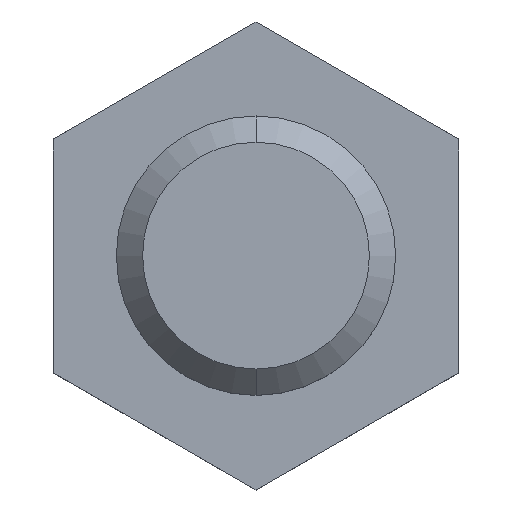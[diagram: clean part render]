
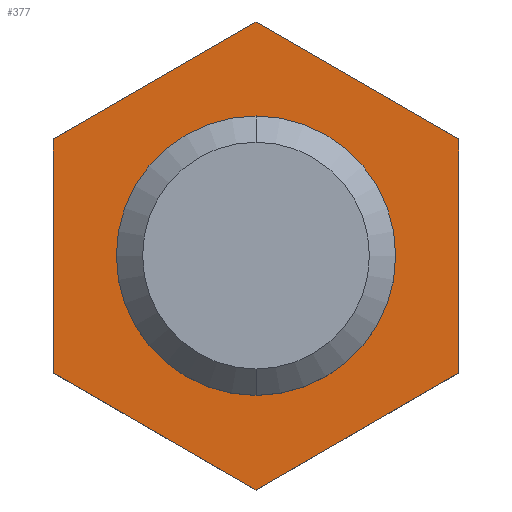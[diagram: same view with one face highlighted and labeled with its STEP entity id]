
A CAD part, top view. The second image highlights one B-rep face of the part: STEP entity #377.
In plain terms, the highlighted planar face has unit normal (0, 0, 1).
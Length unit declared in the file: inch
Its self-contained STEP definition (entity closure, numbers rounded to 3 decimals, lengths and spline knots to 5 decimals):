
#112=DIRECTION('',(0.866,0.5,0.));
#113=VECTOR('',#112,0.36084);
#114=CARTESIAN_POINT('',(-0.3125,0.18042,0.));
#115=LINE('',#114,#113);
#116=DIRECTION('',(0.866,-0.5,0.));
#117=VECTOR('',#116,0.36084);
#118=CARTESIAN_POINT('',(0.,0.36084,0.));
#119=LINE('',#118,#117);
#120=DIRECTION('',(0.,-1.,0.));
#121=VECTOR('',#120,0.36084);
#122=CARTESIAN_POINT('',(0.3125,0.18042,0.));
#123=LINE('',#122,#121);
#124=DIRECTION('',(-0.866,-0.5,0.));
#125=VECTOR('',#124,0.36084);
#126=CARTESIAN_POINT('',(0.3125,-0.18042,0.));
#127=LINE('',#126,#125);
#128=DIRECTION('',(-0.866,0.5,0.));
#129=VECTOR('',#128,0.36084);
#130=CARTESIAN_POINT('',(0.,-0.36084,0.));
#131=LINE('',#130,#129);
#132=DIRECTION('',(0.,1.,0.));
#133=VECTOR('',#132,0.36084);
#134=CARTESIAN_POINT('',(-0.3125,-0.18042,0.));
#135=LINE('',#134,#133);
#136=CARTESIAN_POINT('',(0.,0.,0.));
#137=DIRECTION('',(0.,0.,-1.));
#138=DIRECTION('',(0.,1.,0.));
#139=AXIS2_PLACEMENT_3D('',#136,#137,#138);
#141=CARTESIAN_POINT('',(0.,0.,0.));
#142=DIRECTION('',(0.,0.,-1.));
#143=DIRECTION('',(0.,-1.,0.));
#144=AXIS2_PLACEMENT_3D('',#141,#142,#143);
#302=CARTESIAN_POINT('',(-0.3125,0.18042,0.));
#303=CARTESIAN_POINT('',(0.,0.36084,0.));
#304=VERTEX_POINT('',#302);
#305=VERTEX_POINT('',#303);
#306=CARTESIAN_POINT('',(0.3125,0.18042,0.));
#307=VERTEX_POINT('',#306);
#308=CARTESIAN_POINT('',(0.3125,-0.18042,0.));
#309=VERTEX_POINT('',#308);
#310=CARTESIAN_POINT('',(0.,-0.36084,0.));
#311=VERTEX_POINT('',#310);
#312=CARTESIAN_POINT('',(-0.3125,-0.18042,0.));
#313=VERTEX_POINT('',#312);
#334=CARTESIAN_POINT('',(0.,0.19,0.));
#335=CARTESIAN_POINT('',(0.,-0.19,0.));
#336=VERTEX_POINT('',#334);
#337=VERTEX_POINT('',#335);
#352=CARTESIAN_POINT('',(0.,0.,0.));
#353=DIRECTION('',(0.,0.,-1.));
#354=DIRECTION('',(0.,-1.,0.));
#355=AXIS2_PLACEMENT_3D('',#352,#353,#354);
#356=PLANE('',#355);
#358=ORIENTED_EDGE('',*,*,#357,.T.);
#360=ORIENTED_EDGE('',*,*,#359,.T.);
#362=ORIENTED_EDGE('',*,*,#361,.T.);
#364=ORIENTED_EDGE('',*,*,#363,.T.);
#366=ORIENTED_EDGE('',*,*,#365,.T.);
#368=ORIENTED_EDGE('',*,*,#367,.T.);
#369=EDGE_LOOP('',(#358,#360,#362,#364,#366,#368));
#370=FACE_OUTER_BOUND('',#369,.F.);
#372=ORIENTED_EDGE('',*,*,#371,.F.);
#374=ORIENTED_EDGE('',*,*,#373,.F.);
#375=EDGE_LOOP('',(#372,#374));
#376=FACE_BOUND('',#375,.F.);
#377=ADVANCED_FACE('',(#370,#376),#356,.F.);
#140=CIRCLE('',#139,0.19);
#145=CIRCLE('',#144,0.19);
#357=EDGE_CURVE('',#304,#305,#115,.T.);
#359=EDGE_CURVE('',#305,#307,#119,.T.);
#361=EDGE_CURVE('',#307,#309,#123,.T.);
#363=EDGE_CURVE('',#309,#311,#127,.T.);
#365=EDGE_CURVE('',#311,#313,#131,.T.);
#367=EDGE_CURVE('',#313,#304,#135,.T.);
#371=EDGE_CURVE('',#336,#337,#140,.T.);
#373=EDGE_CURVE('',#337,#336,#145,.T.);
